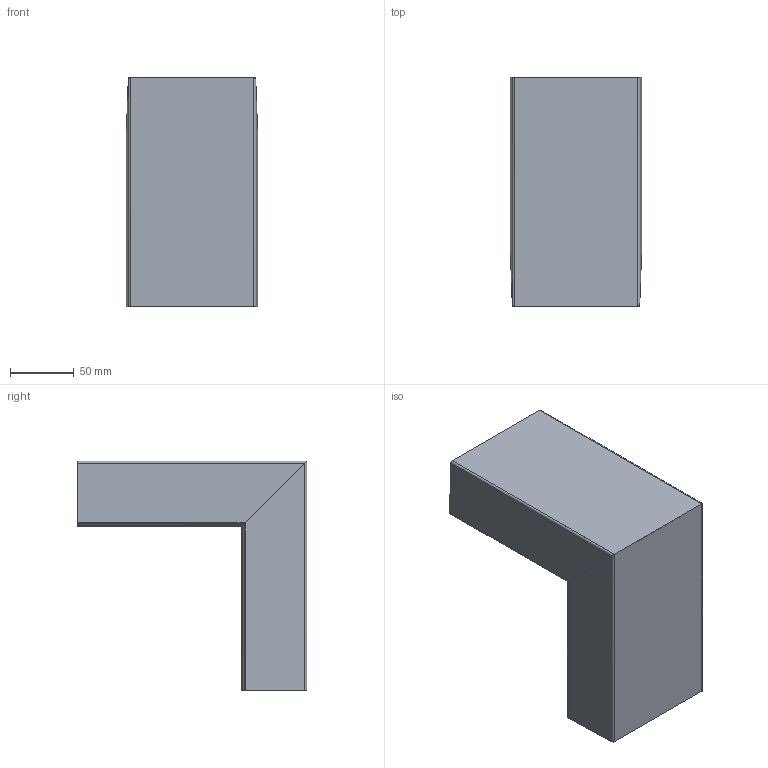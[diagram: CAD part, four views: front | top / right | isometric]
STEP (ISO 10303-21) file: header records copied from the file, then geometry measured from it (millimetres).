
FILE_DESCRIPTION (( 'STEP AP214' ), '1' );
FILE_NAME ('6249639.stp', '2016-09-30T07:23:26', ( '' ), ( '' ), 'SwSTEP 2.0', 'SolidWorks 2014', '' );
FILE_SCHEMA (( 'AUTOMOTIVE_DESIGN' ));
Length unit declared in the file: millimetre
Products named in the file (3): Leitungsfuehrungskanal_60x100.1; Leitungsfuehrungskanal_60x100.2; 6249639
Assembly tree (2 placements, depth 2):
  6249639
    Leitungsfuehrungskanal_60x100.2
    Leitungsfuehrungskanal_60x100.1
Bounding box: 103.33 x 180 x 180 mm (x, y, z)
Volume: 51613.1 mm3; surface area: 138777.2 mm2
Topology: 2 solids, 2 shells, 56 faces, 156 edges, 104 vertices
Faces by surface type: cylinder 28, plane 28
Entity records: 2470 total; most frequent: CARTESIAN_POINT 405, ORIENTED_EDGE 312, DIRECTION 278, EDGE_CURVE 156, VERTEX_POINT 104, VECTOR 100, LINE 100, AXIS2_PLACEMENT_3D 89
